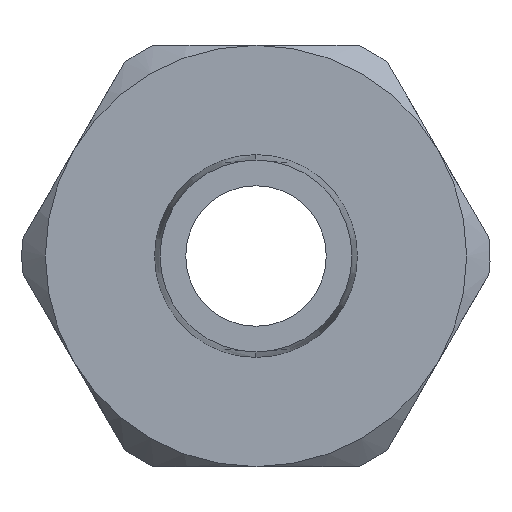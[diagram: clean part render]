
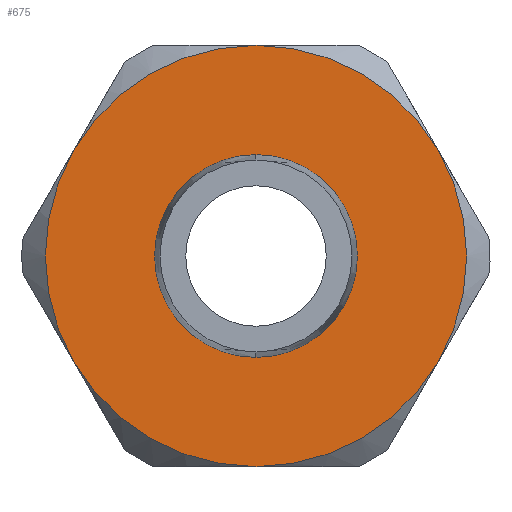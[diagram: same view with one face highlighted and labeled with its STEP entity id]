
A CAD part, left-side view. The second image highlights one B-rep face of the part: STEP entity #675.
In plain terms, the highlighted planar face has unit normal (-1, 0, 0).
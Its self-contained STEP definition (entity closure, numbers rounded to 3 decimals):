
#24 = AXIS2_PLACEMENT_3D ( 'NONE', #3936, #1135, #4638 ) ;
#110 = DIRECTION ( 'NONE',  ( 0., 0., 1. ) ) ;
#160 = EDGE_CURVE ( 'NONE', #4765, #4148, #4544, .T. ) ;
#195 = CARTESIAN_POINT ( 'NONE',  ( 16., 11.691, 6.75 ) ) ;
#219 = VERTEX_POINT ( 'NONE', #4989 ) ;
#261 = CIRCLE ( 'NONE', #2267, 13.5 ) ;
#318 = ORIENTED_EDGE ( 'NONE', *, *, #551, .T. ) ;
#462 = DIRECTION ( 'NONE',  ( 0., 0., -1. ) ) ;
#512 = AXIS2_PLACEMENT_3D ( 'NONE', #3094, #1199, #2412 ) ;
#518 = DIRECTION ( 'NONE',  ( 0., 0., 1. ) ) ;
#535 = EDGE_LOOP ( 'NONE', ( #2811, #1830 ) ) ;
#551 = EDGE_CURVE ( 'NONE', #3227, #2886, #261, .T. ) ;
#621 = EDGE_CURVE ( 'NONE', #1705, #4765, #4225, .T. ) ;
#675 = ADVANCED_FACE ( 'NONE', ( #841, #3473 ), #2790, .F. ) ;
#841 = FACE_BOUND ( 'NONE', #535, .T. ) ;
#854 = CARTESIAN_POINT ( 'NONE',  ( 16., 0., 0. ) ) ;
#860 = AXIS2_PLACEMENT_3D ( 'NONE', #1482, #2291, #1107 ) ;
#901 = DIRECTION ( 'NONE',  ( -1., 0., 0. ) ) ;
#990 = ORIENTED_EDGE ( 'NONE', *, *, #4482, .T. ) ;
#1107 = DIRECTION ( 'NONE',  ( 0., 0., 1. ) ) ;
#1135 = DIRECTION ( 'NONE',  ( -1., 0., 0. ) ) ;
#1192 = CARTESIAN_POINT ( 'NONE',  ( 16., -11.691, -6.75 ) ) ;
#1199 = DIRECTION ( 'NONE',  ( -1., 0., 0. ) ) ;
#1447 = EDGE_CURVE ( 'NONE', #219, #3528, #4555, .T. ) ;
#1482 = CARTESIAN_POINT ( 'NONE',  ( 16., 0., 0. ) ) ;
#1587 = CARTESIAN_POINT ( 'NONE',  ( 16., 0., 0. ) ) ;
#1699 = EDGE_CURVE ( 'NONE', #2166, #3227, #4230, .T. ) ;
#1705 = VERTEX_POINT ( 'NONE', #1192 ) ;
#1725 = AXIS2_PLACEMENT_3D ( 'NONE', #3788, #1900, #4507 ) ;
#1772 = DIRECTION ( 'NONE',  ( 0., 0., 1. ) ) ;
#1818 = EDGE_LOOP ( 'NONE', ( #318, #990, #2747, #2015, #3735, #4715 ) ) ;
#1830 = ORIENTED_EDGE ( 'NONE', *, *, #3029, .F. ) ;
#1893 = CARTESIAN_POINT ( 'NONE',  ( 16., 0., -6.5 ) ) ;
#1900 = DIRECTION ( 'NONE',  ( -1., 0., 0. ) ) ;
#1915 = DIRECTION ( 'NONE',  ( -1., 0., 0. ) ) ;
#1937 = DIRECTION ( 'NONE',  ( 1., 0., 0. ) ) ;
#1947 = AXIS2_PLACEMENT_3D ( 'NONE', #3551, #1937, #462 ) ;
#2015 = ORIENTED_EDGE ( 'NONE', *, *, #160, .T. ) ;
#2042 = AXIS2_PLACEMENT_3D ( 'NONE', #2736, #1915, #110 ) ;
#2166 = VERTEX_POINT ( 'NONE', #195 ) ;
#2209 = AXIS2_PLACEMENT_3D ( 'NONE', #4923, #4538, #1772 ) ;
#2267 = AXIS2_PLACEMENT_3D ( 'NONE', #854, #901, #518 ) ;
#2291 = DIRECTION ( 'NONE',  ( -1., 0., 0. ) ) ;
#2307 = CARTESIAN_POINT ( 'NONE',  ( 16., 0., 13.5 ) ) ;
#2379 = CIRCLE ( 'NONE', #2209, 13.5 ) ;
#2412 = DIRECTION ( 'NONE',  ( 0., 0., 1. ) ) ;
#2532 = CIRCLE ( 'NONE', #1725, 6.5 ) ;
#2592 = AXIS2_PLACEMENT_3D ( 'NONE', #1587, #3105, #3052 ) ;
#2736 = CARTESIAN_POINT ( 'NONE',  ( 16., 0., 0. ) ) ;
#2747 = ORIENTED_EDGE ( 'NONE', *, *, #621, .T. ) ;
#2790 = PLANE ( 'NONE',  #1947 ) ;
#2803 = CARTESIAN_POINT ( 'NONE',  ( 16., 11.691, -6.75 ) ) ;
#2811 = ORIENTED_EDGE ( 'NONE', *, *, #1447, .F. ) ;
#2886 = VERTEX_POINT ( 'NONE', #3545 ) ;
#3023 = CIRCLE ( 'NONE', #860, 13.5 ) ;
#3029 = EDGE_CURVE ( 'NONE', #3528, #219, #2532, .T. ) ;
#3052 = DIRECTION ( 'NONE',  ( 0., 0., 1. ) ) ;
#3094 = CARTESIAN_POINT ( 'NONE',  ( 16., 0., 0. ) ) ;
#3105 = DIRECTION ( 'NONE',  ( -1., 0., 0. ) ) ;
#3227 = VERTEX_POINT ( 'NONE', #2803 ) ;
#3473 = FACE_OUTER_BOUND ( 'NONE', #1818, .T. ) ;
#3528 = VERTEX_POINT ( 'NONE', #1893 ) ;
#3545 = CARTESIAN_POINT ( 'NONE',  ( 16., 0., -13.5 ) ) ;
#3551 = CARTESIAN_POINT ( 'NONE',  ( 16., 0., 0. ) ) ;
#3735 = ORIENTED_EDGE ( 'NONE', *, *, #4902, .T. ) ;
#3788 = CARTESIAN_POINT ( 'NONE',  ( 16., 0., 0. ) ) ;
#3936 = CARTESIAN_POINT ( 'NONE',  ( 16., 0., 0. ) ) ;
#4148 = VERTEX_POINT ( 'NONE', #2307 ) ;
#4225 = CIRCLE ( 'NONE', #24, 13.5 ) ;
#4230 = CIRCLE ( 'NONE', #2042, 13.5 ) ;
#4482 = EDGE_CURVE ( 'NONE', #2886, #1705, #2379, .T. ) ;
#4507 = DIRECTION ( 'NONE',  ( 0., 0., 1. ) ) ;
#4538 = DIRECTION ( 'NONE',  ( -1., 0., 0. ) ) ;
#4544 = CIRCLE ( 'NONE', #2592, 13.5 ) ;
#4555 = CIRCLE ( 'NONE', #512, 6.5 ) ;
#4638 = DIRECTION ( 'NONE',  ( 0., 0., 1. ) ) ;
#4715 = ORIENTED_EDGE ( 'NONE', *, *, #1699, .T. ) ;
#4765 = VERTEX_POINT ( 'NONE', #4802 ) ;
#4802 = CARTESIAN_POINT ( 'NONE',  ( 16., -11.691, 6.75 ) ) ;
#4902 = EDGE_CURVE ( 'NONE', #4148, #2166, #3023, .T. ) ;
#4923 = CARTESIAN_POINT ( 'NONE',  ( 16., 0., 0. ) ) ;
#4989 = CARTESIAN_POINT ( 'NONE',  ( 16., 0., 6.5 ) ) ;
